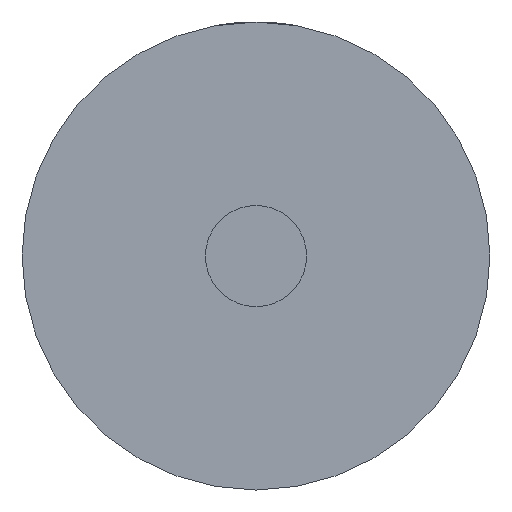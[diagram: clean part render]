
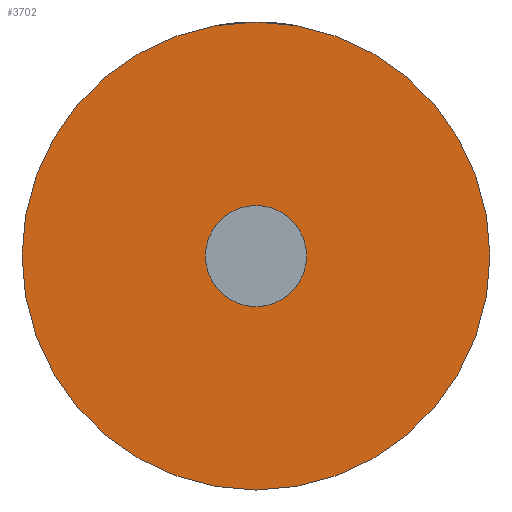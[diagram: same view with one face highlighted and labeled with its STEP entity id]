
A CAD part, left-side view. The second image highlights one B-rep face of the part: STEP entity #3702.
In plain terms, the highlighted planar face has unit normal (-1, 0, 0).
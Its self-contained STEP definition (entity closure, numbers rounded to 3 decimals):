
#4 = AXIS2_PLACEMENT_3D ( 'NONE', #3827, #2020, #283 ) ;
#283 = DIRECTION ( 'NONE',  ( 0., 0., -1. ) ) ;
#580 = CARTESIAN_POINT ( 'NONE',  ( 0., 0., 27.75 ) ) ;
#613 = VERTEX_POINT ( 'NONE', #2052 ) ;
#655 = CARTESIAN_POINT ( 'NONE',  ( 0., 0., 0. ) ) ;
#674 = CIRCLE ( 'NONE', #3367, 6. ) ;
#715 = FACE_BOUND ( 'NONE', #2414, .T. ) ;
#726 = EDGE_LOOP ( 'NONE', ( #2212, #3923 ) ) ;
#844 = DIRECTION ( 'NONE',  ( 0., 0., -1. ) ) ;
#1173 = EDGE_CURVE ( 'NONE', #2652, #1367, #1421, .T. ) ;
#1254 = EDGE_CURVE ( 'NONE', #2127, #613, #674, .T. ) ;
#1367 = VERTEX_POINT ( 'NONE', #3515 ) ;
#1421 = CIRCLE ( 'NONE', #4, 27.75 ) ;
#1493 = ORIENTED_EDGE ( 'NONE', *, *, #1254, .F. ) ;
#1755 = CIRCLE ( 'NONE', #2979, 27.75 ) ;
#1873 = CIRCLE ( 'NONE', #3726, 6. ) ;
#2020 = DIRECTION ( 'NONE',  ( 1., 0., 0. ) ) ;
#2052 = CARTESIAN_POINT ( 'NONE',  ( 0., 0., -6. ) ) ;
#2127 = VERTEX_POINT ( 'NONE', #2810 ) ;
#2212 = ORIENTED_EDGE ( 'NONE', *, *, #1173, .F. ) ;
#2260 = EDGE_CURVE ( 'NONE', #1367, #2652, #1755, .T. ) ;
#2414 = EDGE_LOOP ( 'NONE', ( #3134, #1493 ) ) ;
#2650 = AXIS2_PLACEMENT_3D ( 'NONE', #3279, #4318, #3226 ) ;
#2652 = VERTEX_POINT ( 'NONE', #580 ) ;
#2661 = FACE_OUTER_BOUND ( 'NONE', #726, .T. ) ;
#2810 = CARTESIAN_POINT ( 'NONE',  ( 0., 0., 6. ) ) ;
#2979 = AXIS2_PLACEMENT_3D ( 'NONE', #655, #3913, #4611 ) ;
#3000 = EDGE_CURVE ( 'NONE', #613, #2127, #1873, .T. ) ;
#3019 = DIRECTION ( 'NONE',  ( -1., 0., 0. ) ) ;
#3134 = ORIENTED_EDGE ( 'NONE', *, *, #3000, .F. ) ;
#3203 = CARTESIAN_POINT ( 'NONE',  ( 0., 0., 0. ) ) ;
#3226 = DIRECTION ( 'NONE',  ( 0., 0., -1. ) ) ;
#3279 = CARTESIAN_POINT ( 'NONE',  ( 0., 0., 0. ) ) ;
#3367 = AXIS2_PLACEMENT_3D ( 'NONE', #3203, #3599, #4272 ) ;
#3515 = CARTESIAN_POINT ( 'NONE',  ( 0., 0., -27.75 ) ) ;
#3599 = DIRECTION ( 'NONE',  ( -1., 0., 0. ) ) ;
#3702 = ADVANCED_FACE ( 'NONE', ( #2661, #715 ), #4589, .F. ) ;
#3711 = CARTESIAN_POINT ( 'NONE',  ( 0., 0., 0. ) ) ;
#3726 = AXIS2_PLACEMENT_3D ( 'NONE', #3711, #3019, #844 ) ;
#3827 = CARTESIAN_POINT ( 'NONE',  ( 0., 0., 0. ) ) ;
#3913 = DIRECTION ( 'NONE',  ( 1., 0., 0. ) ) ;
#3923 = ORIENTED_EDGE ( 'NONE', *, *, #2260, .F. ) ;
#4272 = DIRECTION ( 'NONE',  ( 0., 0., -1. ) ) ;
#4318 = DIRECTION ( 'NONE',  ( 1., 0., 0. ) ) ;
#4589 = PLANE ( 'NONE',  #2650 ) ;
#4611 = DIRECTION ( 'NONE',  ( 0., 0., -1. ) ) ;
